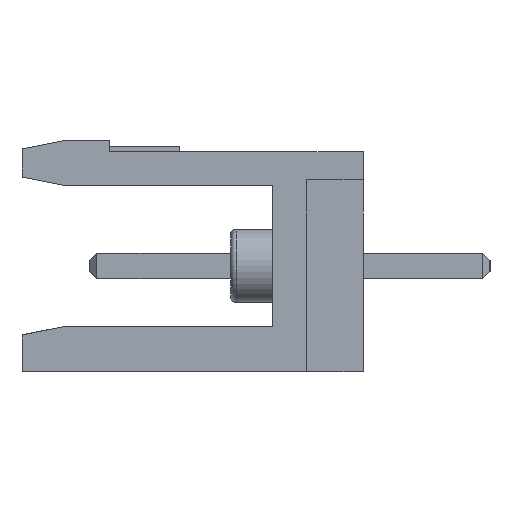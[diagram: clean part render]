
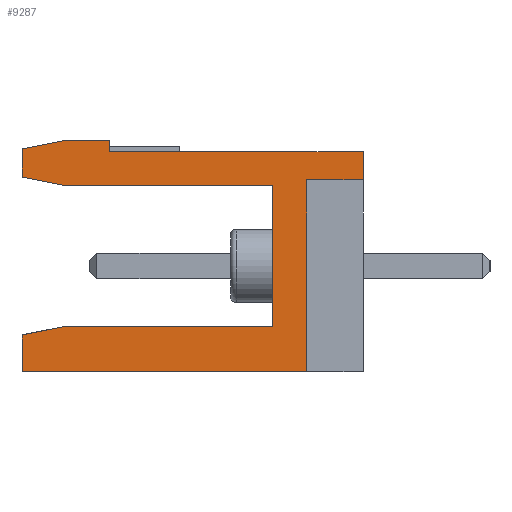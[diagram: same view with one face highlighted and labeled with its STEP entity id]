
A CAD part, left-side view. The second image highlights one B-rep face of the part: STEP entity #9287.
In plain terms, the highlighted planar face has unit normal (-1, 0, 0).
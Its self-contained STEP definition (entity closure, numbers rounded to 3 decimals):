
#2 = EDGE_CURVE ( 'NONE', #542, #11048, #5001, .T. ) ;
#76 = CARTESIAN_POINT ( 'NONE',  ( -33.02, 10.6, 2.85 ) ) ;
#89 = CARTESIAN_POINT ( 'NONE',  ( -33.02, 9., 4.05 ) ) ;
#198 = CARTESIAN_POINT ( 'NONE',  ( -33.02, 12.1, 3.15 ) ) ;
#205 = LINE ( 'NONE', #3571, #4702 ) ;
#358 = LINE ( 'NONE', #647, #5424 ) ;
#436 = VERTEX_POINT ( 'NONE', #8909 ) ;
#542 = VERTEX_POINT ( 'NONE', #76 ) ;
#647 = CARTESIAN_POINT ( 'NONE',  ( -33.02, 3.2, -2.15 ) ) ;
#861 = ORIENTED_EDGE ( 'NONE', *, *, #2, .F. ) ;
#864 = CARTESIAN_POINT ( 'NONE',  ( -33.02, 2., -3.75 ) ) ;
#985 = LINE ( 'NONE', #5258, #1251 ) ;
#1251 = VECTOR ( 'NONE', #11520, 1000. ) ;
#1355 = CARTESIAN_POINT ( 'NONE',  ( -33.02, 10.6, -2.15 ) ) ;
#1423 = EDGE_CURVE ( 'NONE', #3781, #8633, #7669, .T. ) ;
#1460 = CARTESIAN_POINT ( 'NONE',  ( -33.02, 10.6, 4.45 ) ) ;
#1501 = FACE_OUTER_BOUND ( 'NONE', #6774, .T. ) ;
#1640 = EDGE_CURVE ( 'NONE', #6071, #7849, #10572, .T. ) ;
#1666 = CARTESIAN_POINT ( 'NONE',  ( -33.02, 10.6, 4.45 ) ) ;
#1739 = VECTOR ( 'NONE', #10967, 1000. ) ;
#1803 = EDGE_CURVE ( 'NONE', #436, #6071, #11440, .T. ) ;
#1992 = DIRECTION ( 'NONE',  ( 0., 0., -1. ) ) ;
#2006 = VECTOR ( 'NONE', #5194, 1000. ) ;
#2161 = EDGE_CURVE ( 'NONE', #11356, #3781, #6796, .T. ) ;
#2242 = ORIENTED_EDGE ( 'NONE', *, *, #6357, .F. ) ;
#2286 = LINE ( 'NONE', #2484, #2006 ) ;
#2484 = CARTESIAN_POINT ( 'NONE',  ( -33.02, 3.2, 2.85 ) ) ;
#2492 = CARTESIAN_POINT ( 'NONE',  ( -33.02, 12.1, 4.15 ) ) ;
#2628 = VECTOR ( 'NONE', #5095, 1000. ) ;
#2703 = CARTESIAN_POINT ( 'NONE',  ( -33.02, 3.2, -2.15 ) ) ;
#2716 = EDGE_CURVE ( 'NONE', #7172, #542, #2286, .T. ) ;
#2774 = PLANE ( 'NONE',  #7091 ) ;
#2915 = DIRECTION ( 'NONE',  ( 0., 0., 1. ) ) ;
#3012 = ORIENTED_EDGE ( 'NONE', *, *, #1803, .F. ) ;
#3088 = CARTESIAN_POINT ( 'NONE',  ( -33.02, 12.1, -2.45 ) ) ;
#3091 = ORIENTED_EDGE ( 'NONE', *, *, #4190, .F. ) ;
#3305 = VECTOR ( 'NONE', #1992, 1000. ) ;
#3344 = ORIENTED_EDGE ( 'NONE', *, *, #2716, .F. ) ;
#3404 = ORIENTED_EDGE ( 'NONE', *, *, #2161, .F. ) ;
#3552 = EDGE_CURVE ( 'NONE', #6954, #11488, #9370, .T. ) ;
#3571 = CARTESIAN_POINT ( 'NONE',  ( -33.02, 0., -3.75 ) ) ;
#3669 = CARTESIAN_POINT ( 'NONE',  ( -33.02, 0., 0. ) ) ;
#3781 = VERTEX_POINT ( 'NONE', #1460 ) ;
#3790 = CARTESIAN_POINT ( 'NONE',  ( -33.02, 0., 4.05 ) ) ;
#3865 = CARTESIAN_POINT ( 'NONE',  ( -33.02, 9., 4.45 ) ) ;
#3993 = ORIENTED_EDGE ( 'NONE', *, *, #5497, .F. ) ;
#4102 = DIRECTION ( 'NONE',  ( 0., -1., 0. ) ) ;
#4131 = LINE ( 'NONE', #1355, #8606 ) ;
#4180 = LINE ( 'NONE', #6247, #8374 ) ;
#4190 = EDGE_CURVE ( 'NONE', #4395, #7172, #358, .T. ) ;
#4369 = EDGE_CURVE ( 'NONE', #7849, #6954, #205, .T. ) ;
#4386 = DIRECTION ( 'NONE',  ( 0., -1., 0. ) ) ;
#4395 = VERTEX_POINT ( 'NONE', #2703 ) ;
#4489 = ORIENTED_EDGE ( 'NONE', *, *, #3552, .F. ) ;
#4542 = EDGE_CURVE ( 'NONE', #10620, #436, #8064, .T. ) ;
#4559 = DIRECTION ( 'NONE',  ( 0., 0., -1. ) ) ;
#4671 = ORIENTED_EDGE ( 'NONE', *, *, #4673, .F. ) ;
#4673 = EDGE_CURVE ( 'NONE', #5684, #4395, #4131, .T. ) ;
#4688 = DIRECTION ( 'NONE',  ( 0., 0., -1. ) ) ;
#4702 = VECTOR ( 'NONE', #9824, 1000. ) ;
#4952 = DIRECTION ( 'NONE',  ( 0., 1., 0. ) ) ;
#5001 = LINE ( 'NONE', #5054, #2628 ) ;
#5054 = CARTESIAN_POINT ( 'NONE',  ( -33.02, 10.6, 2.85 ) ) ;
#5095 = DIRECTION ( 'NONE',  ( 0., 0.981, 0.196 ) ) ;
#5194 = DIRECTION ( 'NONE',  ( 0., 1., 0. ) ) ;
#5258 = CARTESIAN_POINT ( 'NONE',  ( -33.02, 9., 4.45 ) ) ;
#5300 = VECTOR ( 'NONE', #4386, 1000. ) ;
#5424 = VECTOR ( 'NONE', #6937, 1000. ) ;
#5497 = EDGE_CURVE ( 'NONE', #8633, #9293, #985, .T. ) ;
#5555 = CARTESIAN_POINT ( 'NONE',  ( -33.02, 10.6, -2.15 ) ) ;
#5615 = CARTESIAN_POINT ( 'NONE',  ( -33.02, 12.1, 4.15 ) ) ;
#5684 = VERTEX_POINT ( 'NONE', #5555 ) ;
#6071 = VERTEX_POINT ( 'NONE', #6688 ) ;
#6247 = CARTESIAN_POINT ( 'NONE',  ( -33.02, 12.1, -2.45 ) ) ;
#6270 = CARTESIAN_POINT ( 'NONE',  ( -33.02, 12.1, -3.75 ) ) ;
#6292 = LINE ( 'NONE', #10338, #8390 ) ;
#6357 = EDGE_CURVE ( 'NONE', #11488, #5684, #4180, .T. ) ;
#6661 = VECTOR ( 'NONE', #4952, 1000. ) ;
#6688 = CARTESIAN_POINT ( 'NONE',  ( -33.02, 2., 3.05 ) ) ;
#6702 = VECTOR ( 'NONE', #8230, 1000. ) ;
#6741 = ORIENTED_EDGE ( 'NONE', *, *, #9006, .F. ) ;
#6747 = DIRECTION ( 'NONE',  ( 0., -1., 0. ) ) ;
#6760 = CARTESIAN_POINT ( 'NONE',  ( -33.02, 0., 3.05 ) ) ;
#6774 = EDGE_LOOP ( 'NONE', ( #9950, #7711, #3012, #8948, #6741, #3993, #8675, #3404, #8073, #861, #3344, #3091, #4671, #2242, #4489 ) ) ;
#6796 = LINE ( 'NONE', #5615, #1739 ) ;
#6937 = DIRECTION ( 'NONE',  ( 0., 0., 1. ) ) ;
#6954 = VERTEX_POINT ( 'NONE', #6270 ) ;
#6989 = LINE ( 'NONE', #198, #6702 ) ;
#7091 = AXIS2_PLACEMENT_3D ( 'NONE', #3669, #9927, #4559 ) ;
#7172 = VERTEX_POINT ( 'NONE', #7482 ) ;
#7482 = CARTESIAN_POINT ( 'NONE',  ( -33.02, 3.2, 2.85 ) ) ;
#7669 = LINE ( 'NONE', #1666, #5300 ) ;
#7711 = ORIENTED_EDGE ( 'NONE', *, *, #1640, .F. ) ;
#7849 = VERTEX_POINT ( 'NONE', #864 ) ;
#8052 = DIRECTION ( 'NONE',  ( 0., -0.981, 0.196 ) ) ;
#8064 = LINE ( 'NONE', #3790, #3305 ) ;
#8073 = ORIENTED_EDGE ( 'NONE', *, *, #9381, .F. ) ;
#8230 = DIRECTION ( 'NONE',  ( 0., 0., 1. ) ) ;
#8298 = CARTESIAN_POINT ( 'NONE',  ( -33.02, 12.1, -3.75 ) ) ;
#8374 = VECTOR ( 'NONE', #8052, 1000. ) ;
#8390 = VECTOR ( 'NONE', #4102, 1000. ) ;
#8526 = CARTESIAN_POINT ( 'NONE',  ( -33.02, 0., 4.05 ) ) ;
#8606 = VECTOR ( 'NONE', #6747, 1000. ) ;
#8633 = VERTEX_POINT ( 'NONE', #3865 ) ;
#8675 = ORIENTED_EDGE ( 'NONE', *, *, #1423, .F. ) ;
#8909 = CARTESIAN_POINT ( 'NONE',  ( -33.02, 0., 3.05 ) ) ;
#8948 = ORIENTED_EDGE ( 'NONE', *, *, #4542, .F. ) ;
#9006 = EDGE_CURVE ( 'NONE', #9293, #10620, #6292, .T. ) ;
#9090 = VECTOR ( 'NONE', #2915, 1000. ) ;
#9164 = CARTESIAN_POINT ( 'NONE',  ( -33.02, 2., 3.05 ) ) ;
#9287 = ADVANCED_FACE ( 'NONE', ( #1501 ), #2774, .F. ) ;
#9293 = VERTEX_POINT ( 'NONE', #89 ) ;
#9370 = LINE ( 'NONE', #8298, #9090 ) ;
#9381 = EDGE_CURVE ( 'NONE', #11048, #11356, #6989, .T. ) ;
#9824 = DIRECTION ( 'NONE',  ( 0., 1., 0. ) ) ;
#9927 = DIRECTION ( 'NONE',  ( 1., 0., 0. ) ) ;
#9950 = ORIENTED_EDGE ( 'NONE', *, *, #4369, .F. ) ;
#10293 = VECTOR ( 'NONE', #4688, 1000. ) ;
#10338 = CARTESIAN_POINT ( 'NONE',  ( -33.02, 6.5, 4.05 ) ) ;
#10572 = LINE ( 'NONE', #9164, #10293 ) ;
#10620 = VERTEX_POINT ( 'NONE', #8526 ) ;
#10967 = DIRECTION ( 'NONE',  ( 0., -0.981, 0.196 ) ) ;
#11048 = VERTEX_POINT ( 'NONE', #11100 ) ;
#11100 = CARTESIAN_POINT ( 'NONE',  ( -33.02, 12.1, 3.15 ) ) ;
#11356 = VERTEX_POINT ( 'NONE', #2492 ) ;
#11440 = LINE ( 'NONE', #6760, #6661 ) ;
#11488 = VERTEX_POINT ( 'NONE', #3088 ) ;
#11520 = DIRECTION ( 'NONE',  ( 0., 0., -1. ) ) ;
